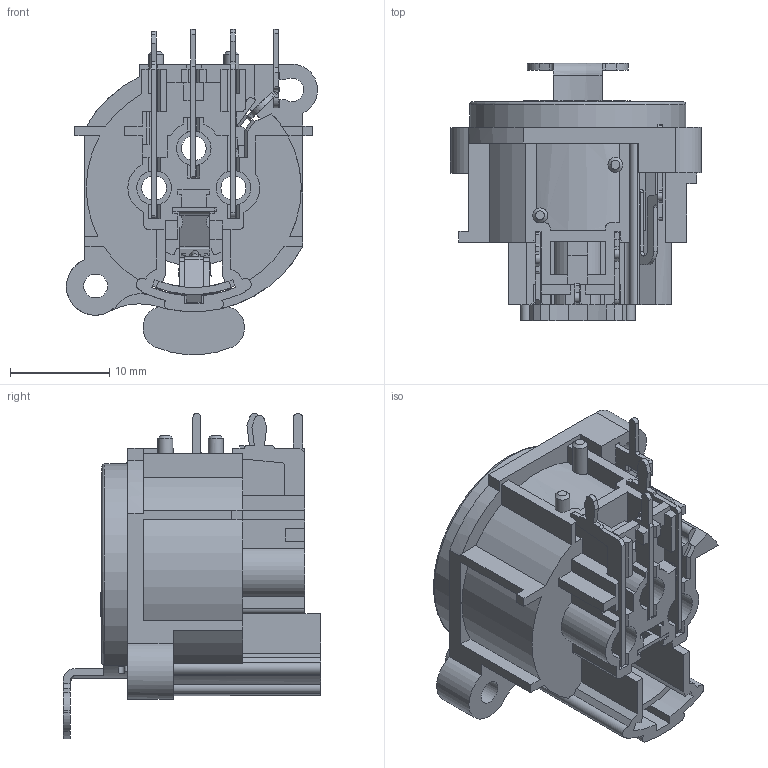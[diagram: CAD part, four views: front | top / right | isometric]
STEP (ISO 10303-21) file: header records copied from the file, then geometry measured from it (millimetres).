
FILE_DESCRIPTION((''),'2;1');
FILE_NAME('AC3FAH2-AU-PRE.stp','2016-05-18T11:07:34',('minh'),(''),'Autodesk Inventor 2012','Autodesk Inventor 2012','');
FILE_SCHEMA(('AUTOMOTIVE_DESIGN { 1 0 10303 214 1 1 1 1 }'));
Length unit declared in the file: inch
Products named in the file (1): AC3FAH2-AU-PRE_Shrinkwrap_1
Bounding box: 25.35 x 26 x 32.82 mm (x, y, z)
Surface area: 7002.7 mm2 (no closed solid volume)
Topology: 0 solids, 31 shells, 483 faces, 2403 edges, 1896 vertices
Faces by surface type: plane 341, cylinder 118, torus 9, bspline 8, cone 7
Full cylindrical faces by diameter (mm): 1.5 x2, 2.4 x1, 2.5 x3
Entity records: 25478 total; most frequent: CARTESIAN_POINT 6257, ORIENTED_EDGE 3567, DIRECTION 3559, EDGE_CURVE 2390, VERTEX_POINT 1895, VECTOR 1829, LINE 1829, AXIS2_PLACEMENT_3D 865
